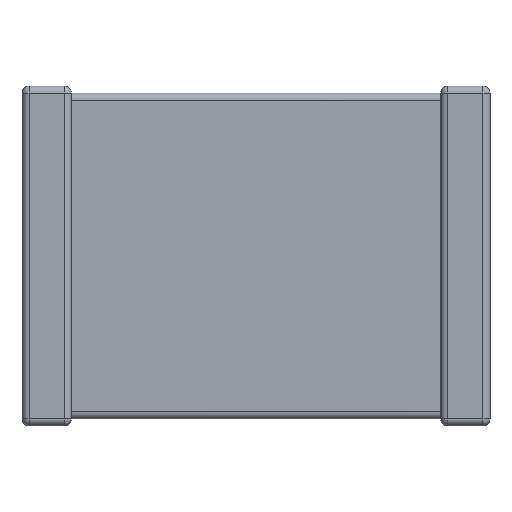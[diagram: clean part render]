
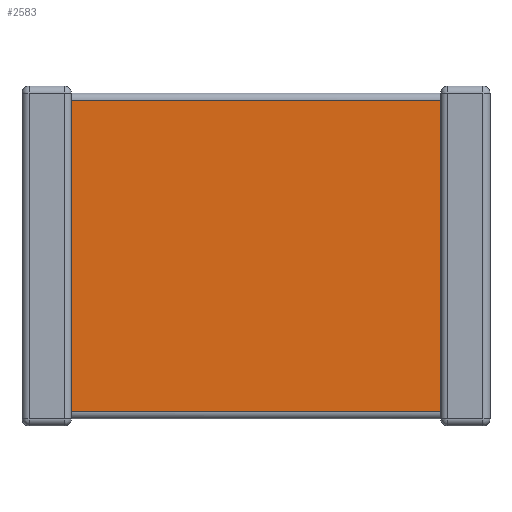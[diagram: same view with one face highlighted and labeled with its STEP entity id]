
A CAD part, front view. The second image highlights one B-rep face of the part: STEP entity #2583.
In plain terms, the highlighted planar face has unit normal (0, -1, 0).
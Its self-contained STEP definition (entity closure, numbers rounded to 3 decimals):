
#95 = VECTOR ( 'NONE', #4204, 1000. ) ;
#118 = AXIS2_PLACEMENT_3D ( 'NONE', #2473, #4229, #2079 ) ;
#188 = CARTESIAN_POINT ( 'NONE',  ( 4.25, 0.072, -3.306 ) ) ;
#254 = FACE_OUTER_BOUND ( 'NONE', #2161, .T. ) ;
#380 = VERTEX_POINT ( 'NONE', #1791 ) ;
#446 = ORIENTED_EDGE ( 'NONE', *, *, #1577, .T. ) ;
#462 = DIRECTION ( 'NONE',  ( -1., 0., 0. ) ) ;
#558 = CARTESIAN_POINT ( 'NONE',  ( 4.25, 0.072, -3.45 ) ) ;
#594 = LINE ( 'NONE', #188, #95 ) ;
#634 = ORIENTED_EDGE ( 'NONE', *, *, #3177, .T. ) ;
#706 = VECTOR ( 'NONE', #3511, 1000. ) ;
#823 = LINE ( 'NONE', #558, #2501 ) ;
#1236 = CARTESIAN_POINT ( 'NONE',  ( 4.25, 0.072, -3.306 ) ) ;
#1577 = EDGE_CURVE ( 'NONE', #380, #3302, #3768, .T. ) ;
#1649 = EDGE_CURVE ( 'NONE', #2219, #2980, #594, .T. ) ;
#1684 = PLANE ( 'NONE',  #118 ) ;
#1791 = CARTESIAN_POINT ( 'NONE',  ( 4.25, 0.072, -0.144 ) ) ;
#1928 = CARTESIAN_POINT ( 'NONE',  ( 0.5, 0.072, -3.306 ) ) ;
#1970 = EDGE_CURVE ( 'NONE', #2219, #3302, #2923, .T. ) ;
#2079 = DIRECTION ( 'NONE',  ( 1., 0., 0. ) ) ;
#2161 = EDGE_LOOP ( 'NONE', ( #2472, #2737, #634, #446 ) ) ;
#2219 = VERTEX_POINT ( 'NONE', #1928 ) ;
#2472 = ORIENTED_EDGE ( 'NONE', *, *, #1970, .F. ) ;
#2473 = CARTESIAN_POINT ( 'NONE',  ( 0.5, 0.072, -3.45 ) ) ;
#2494 = VECTOR ( 'NONE', #462, 1000. ) ;
#2501 = VECTOR ( 'NONE', #2728, 1000. ) ;
#2583 = ADVANCED_FACE ( 'NONE', ( #254 ), #1684, .T. ) ;
#2728 = DIRECTION ( 'NONE',  ( 0., 0., 1. ) ) ;
#2737 = ORIENTED_EDGE ( 'NONE', *, *, #1649, .T. ) ;
#2923 = LINE ( 'NONE', #4631, #706 ) ;
#2980 = VERTEX_POINT ( 'NONE', #1236 ) ;
#3168 = CARTESIAN_POINT ( 'NONE',  ( 0.5, 0.072, -0.144 ) ) ;
#3177 = EDGE_CURVE ( 'NONE', #2980, #380, #823, .T. ) ;
#3302 = VERTEX_POINT ( 'NONE', #3168 ) ;
#3511 = DIRECTION ( 'NONE',  ( 0., 0., 1. ) ) ;
#3721 = CARTESIAN_POINT ( 'NONE',  ( 0.5, 0.072, -0.144 ) ) ;
#3768 = LINE ( 'NONE', #3721, #2494 ) ;
#4204 = DIRECTION ( 'NONE',  ( 1., 0., 0. ) ) ;
#4229 = DIRECTION ( 'NONE',  ( 0., -1., 0. ) ) ;
#4631 = CARTESIAN_POINT ( 'NONE',  ( 0.5, 0.072, -3.45 ) ) ;
